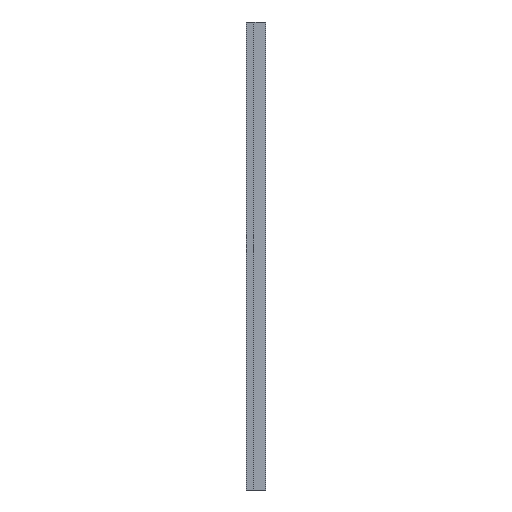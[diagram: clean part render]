
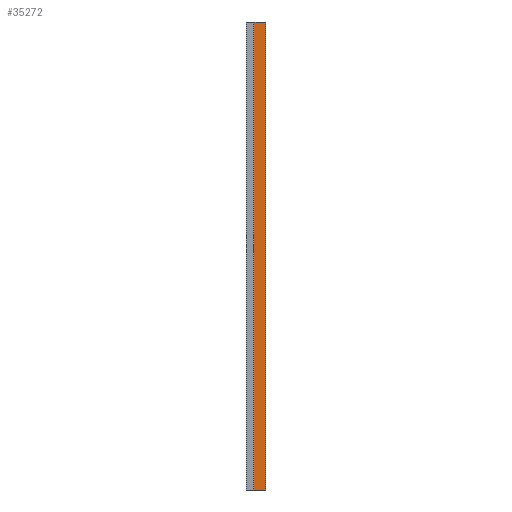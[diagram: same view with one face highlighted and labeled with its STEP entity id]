
A CAD part, left-side view. The second image highlights one B-rep face of the part: STEP entity #35272.
In plain terms, the highlighted face is planar.
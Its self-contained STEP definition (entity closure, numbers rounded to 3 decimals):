
#361 = DIRECTION ( 'NONE',  ( 0., 1., 0. ) ) ;
#2163 = DIRECTION ( 'NONE',  ( 0., 0., -1. ) ) ;
#2830 = VERTEX_POINT ( 'NONE', #26903 ) ;
#4442 = VERTEX_POINT ( 'NONE', #28061 ) ;
#5696 = DIRECTION ( 'NONE',  ( -1., 0., 0. ) ) ;
#6461 = CARTESIAN_POINT ( 'NONE',  ( 8.25, 0.3, 542. ) ) ;
#8832 = CARTESIAN_POINT ( 'NONE',  ( 8.25, 27.868, 542. ) ) ;
#9646 = LINE ( 'NONE', #33516, #25791 ) ;
#10097 = VERTEX_POINT ( 'NONE', #32586 ) ;
#10240 = ORIENTED_EDGE ( 'NONE', *, *, #29463, .F. ) ;
#11355 = LINE ( 'NONE', #37744, #19472 ) ;
#11993 = ORIENTED_EDGE ( 'NONE', *, *, #20380, .T. ) ;
#14951 = ORIENTED_EDGE ( 'NONE', *, *, #28163, .T. ) ;
#16968 = AXIS2_PLACEMENT_3D ( 'NONE', #6461, #5696, #17332 ) ;
#17290 = VECTOR ( 'NONE', #361, 1000. ) ;
#17332 = DIRECTION ( 'NONE',  ( 0., 0., 1. ) ) ;
#19296 = ORIENTED_EDGE ( 'NONE', *, *, #21945, .F. ) ;
#19472 = VECTOR ( 'NONE', #2163, 1000. ) ;
#20380 = EDGE_CURVE ( 'NONE', #2830, #34313, #9646, .T. ) ;
#20450 = DIRECTION ( 'NONE',  ( 0., 0., -1. ) ) ;
#21439 = EDGE_LOOP ( 'NONE', ( #11993, #10240, #19296, #14951 ) ) ;
#21945 = EDGE_CURVE ( 'NONE', #10097, #4442, #26348, .T. ) ;
#24332 = DIRECTION ( 'NONE',  ( 0., 1., 0. ) ) ;
#25791 = VECTOR ( 'NONE', #24332, 1000. ) ;
#26348 = LINE ( 'NONE', #26539, #17290 ) ;
#26539 = CARTESIAN_POINT ( 'NONE',  ( 8.25, 0.3, 542. ) ) ;
#26903 = CARTESIAN_POINT ( 'NONE',  ( 8.25, 0.3, -542. ) ) ;
#28061 = CARTESIAN_POINT ( 'NONE',  ( 8.25, 27.868, 542. ) ) ;
#28163 = EDGE_CURVE ( 'NONE', #10097, #2830, #11355, .T. ) ;
#28406 = CARTESIAN_POINT ( 'NONE',  ( 8.25, 27.868, -542. ) ) ;
#29463 = EDGE_CURVE ( 'NONE', #4442, #34313, #35010, .T. ) ;
#32241 = FACE_OUTER_BOUND ( 'NONE', #21439, .T. ) ;
#32586 = CARTESIAN_POINT ( 'NONE',  ( 8.25, 0.3, 542. ) ) ;
#32620 = PLANE ( 'NONE',  #16968 ) ;
#33516 = CARTESIAN_POINT ( 'NONE',  ( 8.25, 0.3, -542. ) ) ;
#34313 = VERTEX_POINT ( 'NONE', #28406 ) ;
#35010 = LINE ( 'NONE', #8832, #36615 ) ;
#35272 = ADVANCED_FACE ( 'NONE', ( #32241 ), #32620, .F. ) ;
#36615 = VECTOR ( 'NONE', #20450, 1000. ) ;
#37744 = CARTESIAN_POINT ( 'NONE',  ( 8.25, 0.3, 542. ) ) ;
